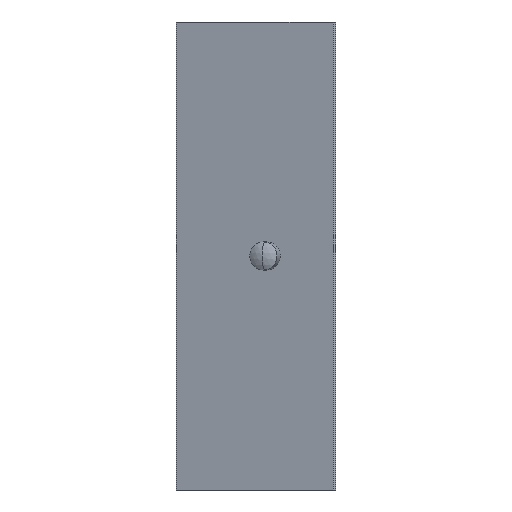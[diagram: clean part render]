
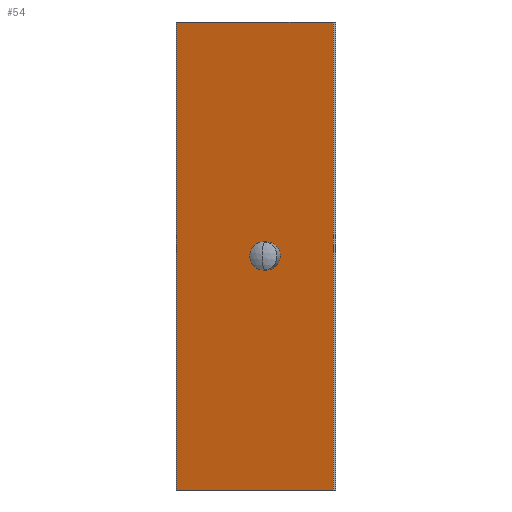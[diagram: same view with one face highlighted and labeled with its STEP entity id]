
A CAD part, left-side view. The second image highlights one B-rep face of the part: STEP entity #54.
In plain terms, the highlighted planar face has unit normal (-0.966, 0.26, 0).
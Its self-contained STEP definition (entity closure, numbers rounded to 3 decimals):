
#54=ADVANCED_FACE('',(#122,#123),#124,.T.);
#122=FACE_BOUND('',#203,.T.);
#123=FACE_OUTER_BOUND('',#204,.T.);
#124=PLANE('',#205);
#203=EDGE_LOOP('',(#313,#314,#315));
#204=EDGE_LOOP('',(#316,#317,#318,#319));
#205=AXIS2_PLACEMENT_3D('',#320,#321,#322);
#313=ORIENTED_EDGE('',*,*,#514,.T.);
#314=ORIENTED_EDGE('',*,*,#515,.T.);
#315=ORIENTED_EDGE('',*,*,#516,.T.);
#316=ORIENTED_EDGE('',*,*,#484,.T.);
#317=ORIENTED_EDGE('',*,*,#517,.F.);
#318=ORIENTED_EDGE('',*,*,#508,.T.);
#319=ORIENTED_EDGE('',*,*,#518,.T.);
#320=CARTESIAN_POINT('',(-9.5,17.25,0.0));
#321=DIRECTION('',(-0.966,0.259,0.0));
#322=DIRECTION('',(-0.259,-0.966,0.0));
#484=EDGE_CURVE('',#570,#568,#571,.T.);
#508=EDGE_CURVE('',#617,#615,#618,.T.);
#514=EDGE_CURVE('',#624,#625,#626,.T.);
#515=EDGE_CURVE('',#625,#627,#628,.T.);
#516=EDGE_CURVE('',#627,#624,#629,.T.);
#517=EDGE_CURVE('',#617,#568,#630,.T.);
#518=EDGE_CURVE('',#615,#570,#631,.T.);
#568=VERTEX_POINT('',#690);
#570=VERTEX_POINT('',#693);
#571=LINE('',#694,#695);
#615=VERTEX_POINT('',#760);
#617=VERTEX_POINT('',#763);
#618=LINE('',#764,#765);
#624=VERTEX_POINT('',#774);
#625=VERTEX_POINT('',#775);
#626=ELLIPSE('',#776,3.,3.0);
#627=VERTEX_POINT('',#777);
#628=ELLIPSE('',#778,3.,3.0);
#629=ELLIPSE('',#779,3.,3.0);
#630=LINE('',#780,#781);
#631=LINE('',#782,#783);
#690=CARTESIAN_POINT('',(-5.0,34.0,100.0));
#693=CARTESIAN_POINT('',(-14.0,0.5,100.0));
#694=CARTESIAN_POINT('',(-5.0,34.0,100.0));
#695=VECTOR('',#851,1.0);
#760=CARTESIAN_POINT('',(-14.0,0.5,0.0));
#763=CARTESIAN_POINT('',(-5.0,34.0,0.0));
#764=CARTESIAN_POINT('',(-5.0,34.0,0.0));
#765=VECTOR('',#874,1.0);
#774=CARTESIAN_POINT('',(-10.956,11.83,50.0));
#775=CARTESIAN_POINT('',(-10.178,14.727,47.0));
#776=AXIS2_PLACEMENT_3D('',#878,#879,#880);
#777=CARTESIAN_POINT('',(-10.178,14.727,53.0));
#778=AXIS2_PLACEMENT_3D('',#881,#882,#883);
#779=AXIS2_PLACEMENT_3D('',#884,#885,#886);
#780=CARTESIAN_POINT('',(-5.0,34.0,0.0));
#781=VECTOR('',#887,1.0);
#782=CARTESIAN_POINT('',(-14.0,0.5,0.0));
#783=VECTOR('',#888,1.0);
#851=DIRECTION('',(0.259,0.966,0.0));
#874=DIRECTION('',(-0.259,-0.966,0.0));
#878=CARTESIAN_POINT('',(-10.178,14.727,50.0));
#879=DIRECTION('',(0.966,-0.259,-0.0));
#880=DIRECTION('',(0.259,0.966,0.0));
#881=CARTESIAN_POINT('',(-10.178,14.727,50.0));
#882=DIRECTION('',(0.966,-0.259,-0.0));
#883=DIRECTION('',(0.259,0.966,0.0));
#884=CARTESIAN_POINT('',(-10.178,14.727,50.0));
#885=DIRECTION('',(0.966,-0.259,-0.0));
#886=DIRECTION('',(0.259,0.966,0.0));
#887=DIRECTION('',(0.0,0.0,1.0));
#888=DIRECTION('',(0.0,0.0,1.0));
